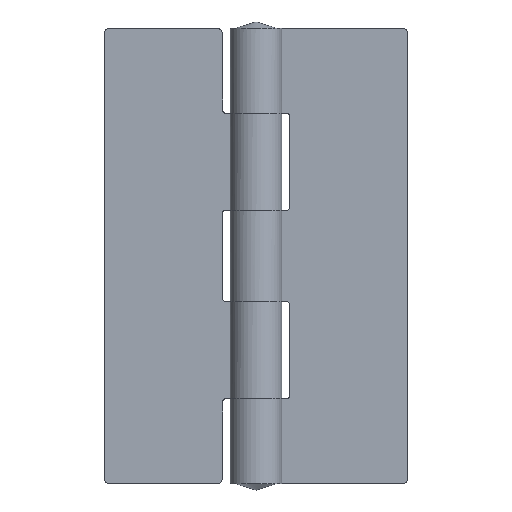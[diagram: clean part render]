
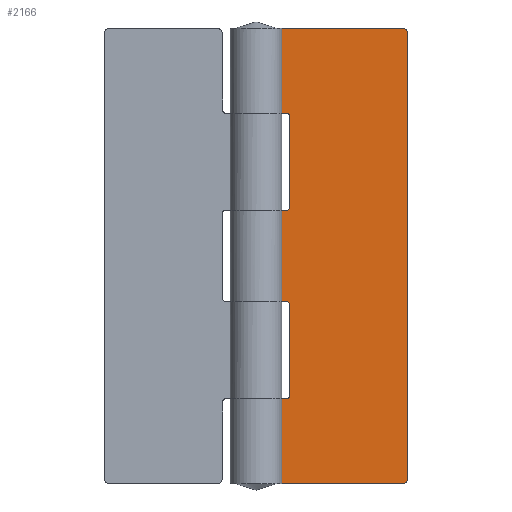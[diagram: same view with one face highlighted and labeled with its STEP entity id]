
A CAD part, front view. The second image highlights one B-rep face of the part: STEP entity #2166.
In plain terms, the highlighted free-form (B-spline) face has degree [1, 1] with [2, 2] control points.
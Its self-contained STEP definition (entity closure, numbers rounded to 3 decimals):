
#1215=CARTESIAN_POINT('',(5.5,2.25,45.5));
#1216=VERTEX_POINT('',#1215);
#1217=CARTESIAN_POINT('',(5.,2.25,45.0));
#1218=VERTEX_POINT('',#1217);
#1219=CARTESIAN_POINT('',(5.5,2.25,45.5));
#1220=CARTESIAN_POINT('',(5.5,2.25,45.0));
#1221=CARTESIAN_POINT('',(5.,2.25,45.0));
#1229=(BOUNDED_CURVE()B_SPLINE_CURVE(2,(#1219,#1220,#1221),.UNSPECIFIED.,.F.,.U.)CURVE()GEOMETRIC_REPRESENTATION_ITEM()QUASI_UNIFORM_CURVE()RATIONAL_B_SPLINE_CURVE((1.0,0.707,1.0))REPRESENTATION_ITEM(''));
#1230=EDGE_CURVE('',#1216,#1218,#1229,.T.);
#1276=CARTESIAN_POINT('',(5.,2.25,61.0));
#1277=VERTEX_POINT('',#1276);
#1278=CARTESIAN_POINT('',(5.5,2.25,60.5));
#1279=VERTEX_POINT('',#1278);
#1280=CARTESIAN_POINT('',(5.,2.25,61.0));
#1281=CARTESIAN_POINT('',(5.5,2.25,61.));
#1282=CARTESIAN_POINT('',(5.5,2.25,60.5));
#1290=(BOUNDED_CURVE()B_SPLINE_CURVE(2,(#1280,#1281,#1282),.UNSPECIFIED.,.F.,.U.)CURVE()GEOMETRIC_REPRESENTATION_ITEM()QUASI_UNIFORM_CURVE()RATIONAL_B_SPLINE_CURVE((1.0,0.707,1.0))REPRESENTATION_ITEM(''));
#1291=EDGE_CURVE('',#1277,#1279,#1290,.T.);
#1337=CARTESIAN_POINT('',(5.,2.25,30.0));
#1338=VERTEX_POINT('',#1337);
#1339=CARTESIAN_POINT('',(5.5,2.25,29.5));
#1340=VERTEX_POINT('',#1339);
#1341=CARTESIAN_POINT('',(5.,2.25,30.0));
#1342=CARTESIAN_POINT('',(5.5,2.25,30.));
#1343=CARTESIAN_POINT('',(5.5,2.25,29.5));
#1351=(BOUNDED_CURVE()B_SPLINE_CURVE(2,(#1341,#1342,#1343),.UNSPECIFIED.,.F.,.U.)CURVE()GEOMETRIC_REPRESENTATION_ITEM()QUASI_UNIFORM_CURVE()RATIONAL_B_SPLINE_CURVE((1.0,0.707,1.0))REPRESENTATION_ITEM(''));
#1352=EDGE_CURVE('',#1338,#1340,#1351,.T.);
#1398=CARTESIAN_POINT('',(5.5,2.25,14.5));
#1399=VERTEX_POINT('',#1398);
#1400=CARTESIAN_POINT('',(5.,2.25,14.0));
#1401=VERTEX_POINT('',#1400);
#1402=CARTESIAN_POINT('',(5.5,2.25,14.5));
#1403=CARTESIAN_POINT('',(5.5,2.25,14.));
#1404=CARTESIAN_POINT('',(5.,2.25,14.0));
#1412=(BOUNDED_CURVE()B_SPLINE_CURVE(2,(#1402,#1403,#1404),.UNSPECIFIED.,.F.,.U.)CURVE()GEOMETRIC_REPRESENTATION_ITEM()QUASI_UNIFORM_CURVE()RATIONAL_B_SPLINE_CURVE((1.0,0.707,1.0))REPRESENTATION_ITEM(''));
#1413=EDGE_CURVE('',#1399,#1401,#1412,.T.);
#1459=CARTESIAN_POINT('',(25.0,2.25,74.0));
#1460=VERTEX_POINT('',#1459);
#1461=CARTESIAN_POINT('',(24.0,2.25,75.0));
#1462=VERTEX_POINT('',#1461);
#1463=CARTESIAN_POINT('',(25.0,2.25,74.0));
#1464=CARTESIAN_POINT('',(25.0,2.25,75.));
#1465=CARTESIAN_POINT('',(24.0,2.25,75.0));
#1473=(BOUNDED_CURVE()B_SPLINE_CURVE(2,(#1463,#1464,#1465),.UNSPECIFIED.,.F.,.U.)CURVE()GEOMETRIC_REPRESENTATION_ITEM()QUASI_UNIFORM_CURVE()RATIONAL_B_SPLINE_CURVE((1.0,0.707,1.0))REPRESENTATION_ITEM(''));
#1474=EDGE_CURVE('',#1460,#1462,#1473,.T.);
#1520=CARTESIAN_POINT('',(24.0,2.25,0.0));
#1521=VERTEX_POINT('',#1520);
#1522=CARTESIAN_POINT('',(25.0,2.25,1.0));
#1523=VERTEX_POINT('',#1522);
#1524=CARTESIAN_POINT('',(24.0,2.25,0.0));
#1525=CARTESIAN_POINT('',(25.0,2.25,0.0));
#1526=CARTESIAN_POINT('',(25.0,2.25,1.0));
#1534=(BOUNDED_CURVE()B_SPLINE_CURVE(2,(#1524,#1525,#1526),.UNSPECIFIED.,.F.,.U.)CURVE()GEOMETRIC_REPRESENTATION_ITEM()QUASI_UNIFORM_CURVE()RATIONAL_B_SPLINE_CURVE((1.0,0.707,1.0))REPRESENTATION_ITEM(''));
#1535=EDGE_CURVE('',#1521,#1523,#1534,.T.);
#1580=CARTESIAN_POINT('',(0.,2.25,30.0));
#1581=VERTEX_POINT('',#1580);
#1582=CARTESIAN_POINT('',(5.,2.25,30.0));
#1583=CARTESIAN_POINT('',(0.,2.25,30.0));
#1584=QUASI_UNIFORM_CURVE('',1,(#1582,#1583),.UNSPECIFIED.,.F.,.U.);
#1585=EDGE_CURVE('',#1338,#1581,#1584,.T.);
#1642=CARTESIAN_POINT('',(0.,2.25,14.0));
#1643=VERTEX_POINT('',#1642);
#1644=CARTESIAN_POINT('',(0.,2.25,14.0));
#1645=CARTESIAN_POINT('',(5.,2.25,14.0));
#1646=QUASI_UNIFORM_CURVE('',1,(#1644,#1645),.UNSPECIFIED.,.F.,.U.);
#1647=EDGE_CURVE('',#1643,#1401,#1646,.T.);
#1718=CARTESIAN_POINT('',(5.5,2.25,14.5));
#1719=CARTESIAN_POINT('',(5.5,2.25,29.5));
#1720=QUASI_UNIFORM_CURVE('',1,(#1718,#1719),.UNSPECIFIED.,.F.,.U.);
#1721=EDGE_CURVE('',#1399,#1340,#1720,.T.);
#1732=CARTESIAN_POINT('',(0.,2.25,45.0));
#1733=VERTEX_POINT('',#1732);
#1734=CARTESIAN_POINT('',(0.,2.25,45.0));
#1735=CARTESIAN_POINT('',(5.,2.25,45.0));
#1736=QUASI_UNIFORM_CURVE('',1,(#1734,#1735),.UNSPECIFIED.,.F.,.U.);
#1737=EDGE_CURVE('',#1733,#1218,#1736,.T.);
#1810=CARTESIAN_POINT('',(0.,2.25,61.0));
#1811=VERTEX_POINT('',#1810);
#1812=CARTESIAN_POINT('',(5.,2.25,61.0));
#1813=CARTESIAN_POINT('',(0.,2.25,61.0));
#1814=QUASI_UNIFORM_CURVE('',1,(#1812,#1813),.UNSPECIFIED.,.F.,.U.);
#1815=EDGE_CURVE('',#1277,#1811,#1814,.T.);
#1872=CARTESIAN_POINT('',(5.5,2.25,45.5));
#1873=CARTESIAN_POINT('',(5.5,2.25,60.5));
#1874=QUASI_UNIFORM_CURVE('',1,(#1872,#1873),.UNSPECIFIED.,.F.,.U.);
#1875=EDGE_CURVE('',#1216,#1279,#1874,.T.);
#1900=CARTESIAN_POINT('',(0.,2.25,0.0));
#1901=VERTEX_POINT('',#1900);
#1902=CARTESIAN_POINT('',(0.,2.25,0.0));
#1903=CARTESIAN_POINT('',(24.0,2.25,0.0));
#1904=QUASI_UNIFORM_CURVE('',1,(#1902,#1903),.UNSPECIFIED.,.F.,.U.);
#1905=EDGE_CURVE('',#1901,#1521,#1904,.T.);
#1962=CARTESIAN_POINT('',(0.,2.25,75.0));
#1963=VERTEX_POINT('',#1962);
#1964=CARTESIAN_POINT('',(0.,2.25,75.0));
#1965=CARTESIAN_POINT('',(24.0,2.25,75.0));
#1966=QUASI_UNIFORM_CURVE('',1,(#1964,#1965),.UNSPECIFIED.,.F.,.U.);
#1967=EDGE_CURVE('',#1963,#1462,#1966,.T.);
#2032=CARTESIAN_POINT('',(25.0,2.25,74.0));
#2033=CARTESIAN_POINT('',(25.0,2.25,1.0));
#2034=QUASI_UNIFORM_CURVE('',1,(#2032,#2033),.UNSPECIFIED.,.F.,.U.);
#2035=EDGE_CURVE('',#1460,#1523,#2034,.T.);
#2070=CARTESIAN_POINT('',(0.,2.25,75.0));
#2071=CARTESIAN_POINT('',(0.,2.25,61.0));
#2072=QUASI_UNIFORM_CURVE('',1,(#2070,#2071),.UNSPECIFIED.,.F.,.U.);
#2073=EDGE_CURVE('',#1963,#1811,#2072,.T.);
#2133=CARTESIAN_POINT('',(-1.249,2.25,-3.746));
#2134=CARTESIAN_POINT('',(-1.249,2.25,78.746));
#2135=CARTESIAN_POINT('',(26.249,2.25,-3.746));
#2136=CARTESIAN_POINT('',(26.249,2.25,78.746));
#2137=B_SPLINE_SURFACE_WITH_KNOTS('',1,1,((#2133,#2135),(#2134,#2136)),.UNSPECIFIED.,.F.,.F.,.U.,(2,2),(2,2),(0.0,82.493),(0.0,27.498),.UNSPECIFIED.);
#2138=ORIENTED_EDGE('',*,*,#1905,.T.);
#2139=ORIENTED_EDGE('',*,*,#1535,.T.);
#2140=ORIENTED_EDGE('',*,*,#2035,.F.);
#2141=ORIENTED_EDGE('',*,*,#1474,.T.);
#2142=ORIENTED_EDGE('',*,*,#1967,.F.);
#2143=ORIENTED_EDGE('',*,*,#2073,.T.);
#2144=ORIENTED_EDGE('',*,*,#1815,.F.);
#2145=ORIENTED_EDGE('',*,*,#1291,.T.);
#2146=ORIENTED_EDGE('',*,*,#1875,.F.);
#2147=ORIENTED_EDGE('',*,*,#1230,.T.);
#2148=ORIENTED_EDGE('',*,*,#1737,.F.);
#2149=CARTESIAN_POINT('',(0.,2.25,45.0));
#2150=CARTESIAN_POINT('',(0.,2.25,30.0));
#2151=QUASI_UNIFORM_CURVE('',1,(#2149,#2150),.UNSPECIFIED.,.F.,.U.);
#2152=EDGE_CURVE('',#1733,#1581,#2151,.T.);
#2153=ORIENTED_EDGE('',*,*,#2152,.T.);
#2154=ORIENTED_EDGE('',*,*,#1585,.F.);
#2155=ORIENTED_EDGE('',*,*,#1352,.T.);
#2156=ORIENTED_EDGE('',*,*,#1721,.F.);
#2157=ORIENTED_EDGE('',*,*,#1413,.T.);
#2158=ORIENTED_EDGE('',*,*,#1647,.F.);
#2159=CARTESIAN_POINT('',(0.,2.25,14.0));
#2160=CARTESIAN_POINT('',(0.,2.25,0.0));
#2161=QUASI_UNIFORM_CURVE('',1,(#2159,#2160),.UNSPECIFIED.,.F.,.U.);
#2162=EDGE_CURVE('',#1643,#1901,#2161,.T.);
#2163=ORIENTED_EDGE('',*,*,#2162,.T.);
#2164=EDGE_LOOP('',(#2138,#2139,#2140,#2141,#2142,#2143,#2144,#2145,#2146,#2147,#2148,#2153,#2154,#2155,#2156,#2157,#2158,#2163));
#2165=FACE_OUTER_BOUND('',#2164,.T.);
#2166=ADVANCED_FACE('',(#2165),#2137,.F.);
